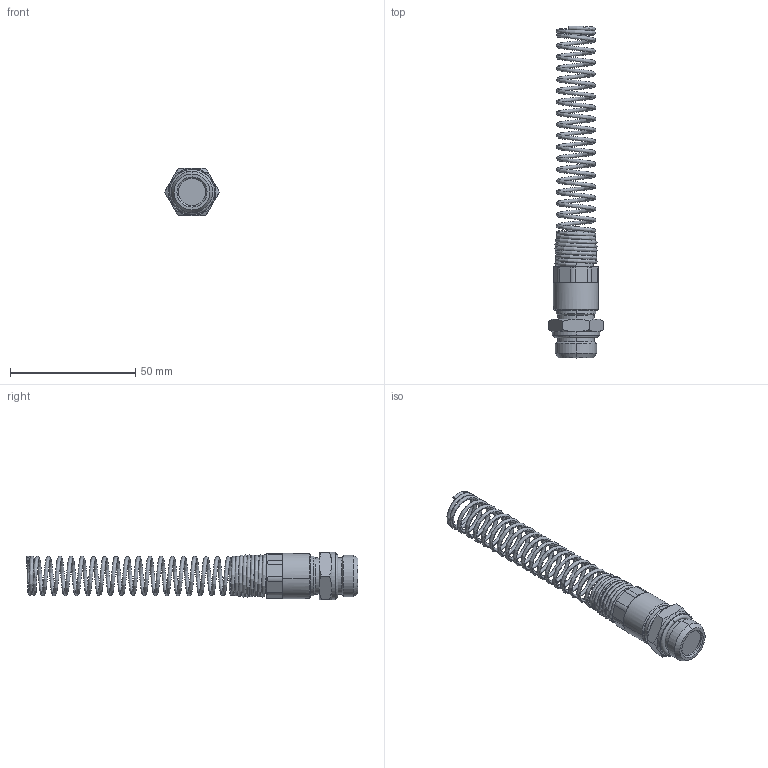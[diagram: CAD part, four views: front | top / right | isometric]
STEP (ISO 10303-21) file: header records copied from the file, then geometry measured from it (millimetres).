
FILE_DESCRIPTION (( 'STEP AP214' ), '1' );
FILE_NAME ('0102800013.step', '2012-09-28T13:20:49', ( '' ), ( '' ), 'SwSTEP 2.0', 'SolidWorks 2012', '' );
FILE_SCHEMA (( 'AUTOMOTIVE_DESIGN' ));
Length unit declared in the file: millimetre
Products named in the file (1): 0102800013
Bounding box: 21.94 x 132.65 x 19 mm (x, y, z)
Volume: 13024.8 mm3; surface area: 12368.2 mm2
Topology: 4 solids, 4 shells, 129 faces, 285 edges, 171 vertices
Faces by surface type: cone 46, cylinder 39, plane 30, torus 10, bspline 4
Entity records: 36645 total; most frequent: CARTESIAN_POINT 32418, DIRECTION 572, ORIENTED_EDGE 570, EDGE_CURVE 285, AXIS2_PLACEMENT_3D 243, VERTEX_POINT 171, EDGE_LOOP 140, UNCERTAINTY_MEASURE_WITH_UNIT 135
